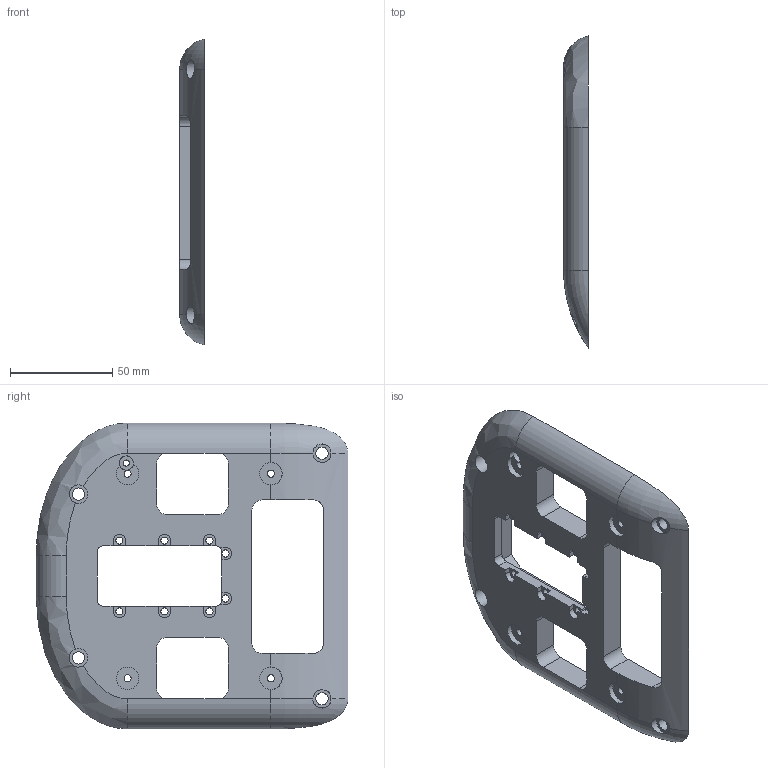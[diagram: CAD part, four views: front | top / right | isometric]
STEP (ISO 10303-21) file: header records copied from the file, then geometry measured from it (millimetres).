
FILE_DESCRIPTION(/* description */ (''),/* implementation_level */ '2;1');
FILE_NAME(/* name */ 'ee136216-7a7c-4ff8-9f38-6e3b28b9dbd3.stp',/* time_stamp */ '2019-03-12T20:58:02+01:00',/* author */ (''),/* organization */ (''),/* preprocessor_version */ 'ST-DEVELOPER v17.2',/* originating_system */ 'Autodesk Translation Framework v7.6.0.251',/* authorisation */ '');
FILE_SCHEMA (('AUTOMOTIVE_DESIGN { 1 0 10303 214 3 1 1 }'));
Length unit declared in the file: millimetre
Products named in the file (1): RightSide
Bounding box: 12 x 152.33 x 149.39 mm (x, y, z)
Volume: 135235.9 mm3; surface area: 41166.8 mm2
Topology: 1 solids, 1 shells, 119 faces, 352 edges, 233 vertices
Faces by surface type: plane 61, cylinder 54, torus 2, bspline 2
Full cylindrical faces by diameter (mm): 3 x1, 3.5 x12, 6 x4, 9 x2, 11 x3
Entity records: 4749 total; most frequent: CARTESIAN_POINT 1368, ORIENTED_EDGE 704, DIRECTION 691, EDGE_CURVE 352, AXIS2_PLACEMENT_3D 242, VERTEX_POINT 233, LINE 207, VECTOR 207
